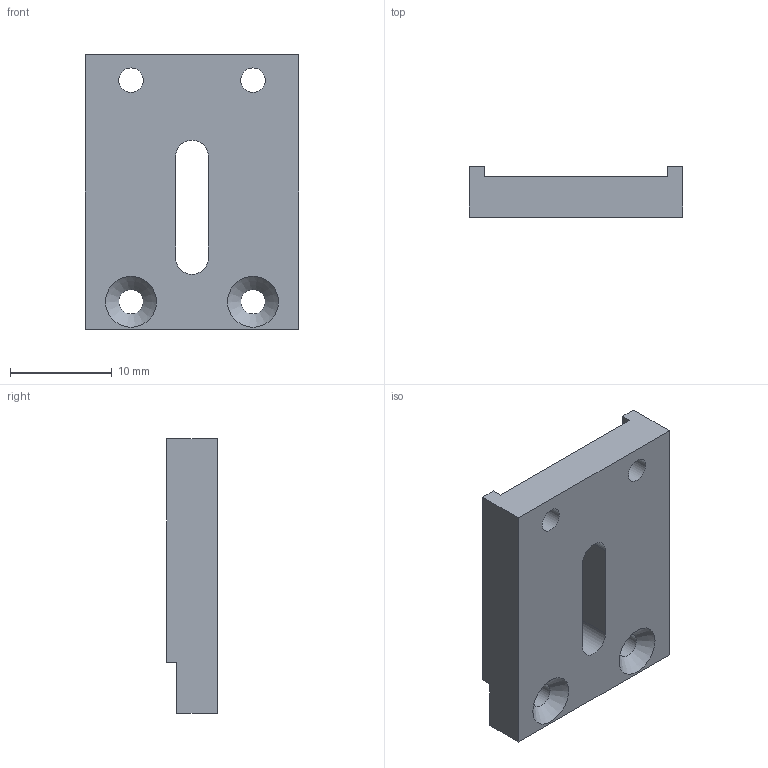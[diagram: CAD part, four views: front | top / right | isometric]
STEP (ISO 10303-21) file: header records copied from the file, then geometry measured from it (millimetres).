
FILE_DESCRIPTION(/* description */ (''),/* implementation_level */ '2;1');
FILE_NAME(/* name */ 'ObjectiveHolder-Tail1_v2.stp',/* time_stamp */ '2021-08-30T17:08:58+02:00',/* author */ ('Charlene Brillard'),/* organization */ (''),/* preprocessor_version */ 'ST-DEVELOPER v16.5',/* originating_system */ 'Autodesk Inventor 2017',/* authorisation */ '');
FILE_SCHEMA (('AUTOMOTIVE_DESIGN { 1 0 10303 214 3 1 1 }'));
Length unit declared in the file: millimetre
Products named in the file (1): ObjectiveHolder-Tail1
Bounding box: 21 x 5 x 27 mm (x, y, z)
Volume: 2074.5 mm3; surface area: 1723.3 mm2
Topology: 1 solids, 1 shells, 24 faces, 66 edges, 44 vertices
Faces by surface type: plane 14, cylinder 6, cone 4
Full cylindrical faces by diameter (mm): 2.4 x4
Entity records: 740 total; most frequent: DIRECTION 120, CARTESIAN_POINT 119, ORIENTED_EDGE 108, EDGE_CURVE 54, EDGE_LOOP 42, AXIS2_PLACEMENT_3D 41, VERTEX_POINT 40, LINE 38
